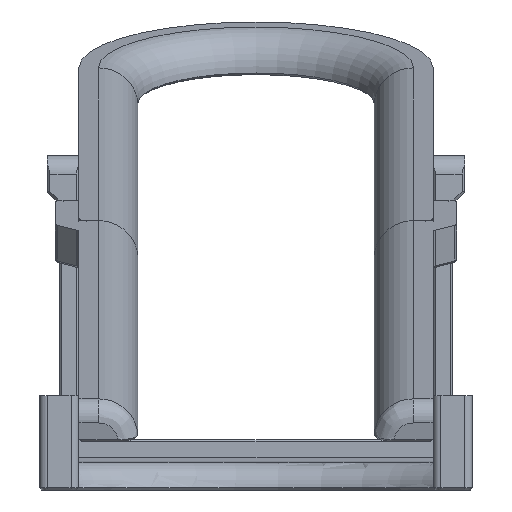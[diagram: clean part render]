
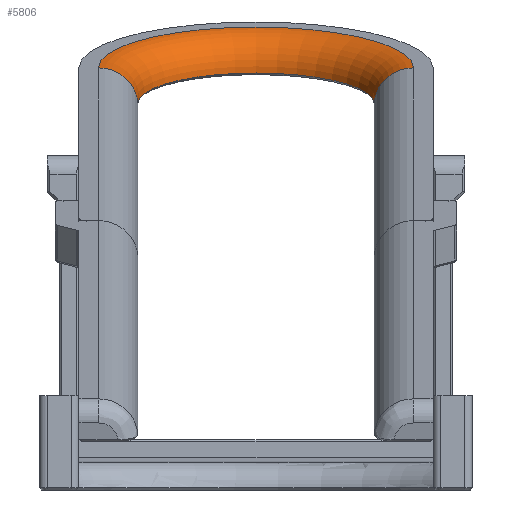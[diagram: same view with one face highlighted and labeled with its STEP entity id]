
A CAD part, left-side view. The second image highlights one B-rep face of the part: STEP entity #5806.
In plain terms, the highlighted toroidal (fillet/blend) face has major radius 40 mm and minor radius 10 mm.
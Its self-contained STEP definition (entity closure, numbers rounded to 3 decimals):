
#214=TOROIDAL_SURFACE('',#6375,40.,10.);
#350=CIRCLE('',#6369,30.018);
#352=CIRCLE('',#6373,10.);
#354=CIRCLE('',#6376,10.);
#355=CIRCLE('',#6377,40.);
#668=FACE_OUTER_BOUND('',#1050,.T.);
#1050=EDGE_LOOP('',(#4567,#4568,#4569,#4570));
#2652=VERTEX_POINT('',#9407);
#2654=VERTEX_POINT('',#9413);
#2656=VERTEX_POINT('',#9422);
#2658=VERTEX_POINT('',#9428);
#3330=EDGE_CURVE('',#2652,#2654,#350,.T.);
#3335=EDGE_CURVE('',#2654,#2656,#352,.T.);
#3338=EDGE_CURVE('',#2652,#2658,#354,.T.);
#3339=EDGE_CURVE('',#2658,#2656,#355,.T.);
#4567=ORIENTED_EDGE('',*,*,#3330,.F.);
#4568=ORIENTED_EDGE('',*,*,#3338,.T.);
#4569=ORIENTED_EDGE('',*,*,#3339,.T.);
#4570=ORIENTED_EDGE('',*,*,#3335,.F.);
#5806=ADVANCED_FACE('',(#668),#214,.T.);
#6369=AXIS2_PLACEMENT_3D('',#9414,#7547,#7548);
#6373=AXIS2_PLACEMENT_3D('',#9423,#7558,#7559);
#6375=AXIS2_PLACEMENT_3D('',#9427,#7563,#7564);
#6376=AXIS2_PLACEMENT_3D('',#9429,#7565,#7566);
#6377=AXIS2_PLACEMENT_3D('',#9430,#7567,#7568);
#7547=DIRECTION('center_axis',(-0.259,0.,0.966));
#7548=DIRECTION('ref_axis',(0.966,0.,0.259));
#7558=DIRECTION('center_axis',(-0.966,0.,
-0.259));
#7559=DIRECTION('ref_axis',(0.,-1.,0.));
#7563=DIRECTION('center_axis',(0.259,0.,-0.966));
#7564=DIRECTION('ref_axis',(0.966,0.,0.259));
#7565=DIRECTION('center_axis',(0.966,0.,
0.259));
#7566=DIRECTION('ref_axis',(0.,1.,0.));
#7567=DIRECTION('center_axis',(-0.259,0.,0.966));
#7568=DIRECTION('ref_axis',(0.683,-0.707,0.183));
#9407=CARTESIAN_POINT('',(318.546,14.982,98.191));
#9413=CARTESIAN_POINT('',(318.546,75.018,98.191));
#9414=CARTESIAN_POINT('Origin',(318.546,45.,98.191));
#9422=CARTESIAN_POINT('',(316.113,85.,107.271));
#9423=CARTESIAN_POINT('Origin',(318.702,85.,97.612));
#9427=CARTESIAN_POINT('Origin',(318.702,45.,97.612));
#9428=CARTESIAN_POINT('',(316.113,5.,107.271));
#9429=CARTESIAN_POINT('Origin',(318.702,5.,97.612));
#9430=CARTESIAN_POINT('Origin',(316.113,45.,107.271));
